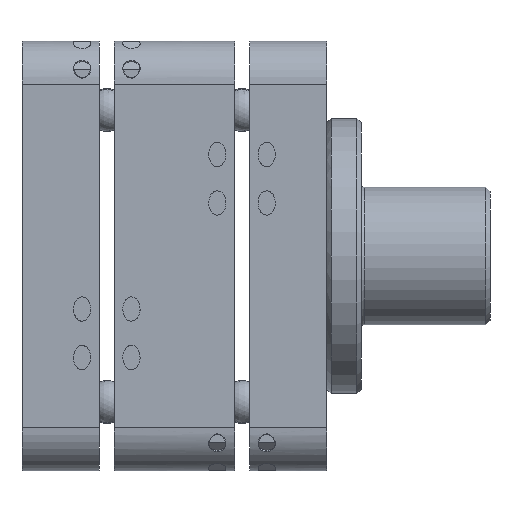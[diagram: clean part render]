
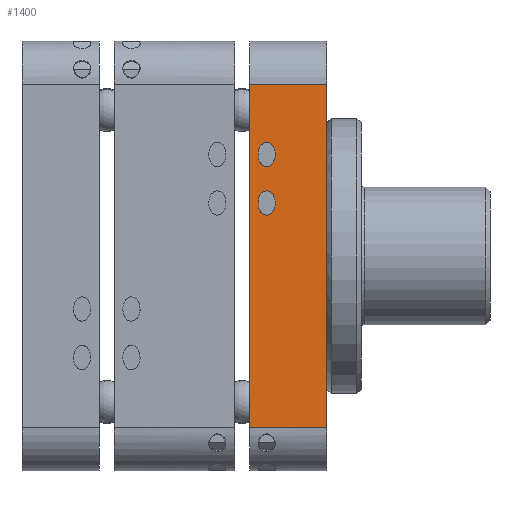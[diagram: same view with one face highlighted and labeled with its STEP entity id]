
A CAD part, front view. The second image highlights one B-rep face of the part: STEP entity #1400.
In plain terms, the highlighted planar face has unit normal (0, -1, 0).
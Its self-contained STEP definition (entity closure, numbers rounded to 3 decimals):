
#1241=CARTESIAN_POINT('Axis2P3D Location',(0.,-25.,25.)) ;
#1246=CARTESIAN_POINT('Line Origine',(-4.5,-25.,-20.)) ;
#1250=CARTESIAN_POINT('Vertex',(0.,-25.,-20.)) ;
#1252=CARTESIAN_POINT('Vertex',(-9.,-25.,-20.)) ;
#1255=CARTESIAN_POINT('Line Origine',(0.,-25.,0.)) ;
#1259=CARTESIAN_POINT('Vertex',(0.,-25.,20.)) ;
#1262=CARTESIAN_POINT('Line Origine',(-4.5,-25.,20.)) ;
#1266=CARTESIAN_POINT('Vertex',(-9.,-25.,20.)) ;
#1269=CARTESIAN_POINT('Line Origine',(-9.,-25.,0.)) ;
#1281=CARTESIAN_POINT('Control Point',(-6.,-25.,6.172)) ;
#1282=CARTESIAN_POINT('Control Point',(-6.,-25.,6.082)) ;
#1283=CARTESIAN_POINT('Control Point',(-6.005,-25.,5.993)) ;
#1284=CARTESIAN_POINT('Control Point',(-6.015,-25.,5.904)) ;
#1285=CARTESIAN_POINT('Control Point',(-6.058,-25.,5.649)) ;
#1286=CARTESIAN_POINT('Control Point',(-6.146,-25.,5.403)) ;
#1287=CARTESIAN_POINT('Control Point',(-6.223,-25.,5.25)) ;
#1288=CARTESIAN_POINT('Control Point',(-6.379,-25.,5.031)) ;
#1289=CARTESIAN_POINT('Control Point',(-6.592,-25.,4.872)) ;
#1290=CARTESIAN_POINT('Control Point',(-6.675,-25.,4.825)) ;
#1291=CARTESIAN_POINT('Control Point',(-6.845,-25.,4.76)) ;
#1292=CARTESIAN_POINT('Control Point',(-7.027,-25.,4.75)) ;
#1293=CARTESIAN_POINT('Control Point',(-7.114,-25.,4.759)) ;
#1294=CARTESIAN_POINT('Control Point',(-7.264,-25.,4.798)) ;
#1295=CARTESIAN_POINT('Control Point',(-7.4,-25.,4.871)) ;
#1296=CARTESIAN_POINT('Control Point',(-7.456,-25.,4.909)) ;
#1297=CARTESIAN_POINT('Control Point',(-7.63,-25.,5.05)) ;
#1298=CARTESIAN_POINT('Control Point',(-7.764,-25.,5.233)) ;
#1299=CARTESIAN_POINT('Control Point',(-7.838,-25.,5.373)) ;
#1300=CARTESIAN_POINT('Control Point',(-7.931,-25.,5.614)) ;
#1301=CARTESIAN_POINT('Control Point',(-7.981,-25.,5.867)) ;
#1302=CARTESIAN_POINT('Control Point',(-7.994,-25.,5.968)) ;
#1303=CARTESIAN_POINT('Control Point',(-8.,-25.,6.07)) ;
#1304=CARTESIAN_POINT('Control Point',(-8.,-25.,6.172)) ;
#1305=CARTESIAN_POINT('Vertex',(-6.,-25.,6.172)) ;
#1307=CARTESIAN_POINT('Vertex',(-8.,-25.,6.172)) ;
#1311=CARTESIAN_POINT('Control Point',(-8.,-25.,6.172)) ;
#1312=CARTESIAN_POINT('Control Point',(-8.,-25.,6.261)) ;
#1313=CARTESIAN_POINT('Control Point',(-7.995,-25.,6.35)) ;
#1314=CARTESIAN_POINT('Control Point',(-7.985,-25.,6.439)) ;
#1315=CARTESIAN_POINT('Control Point',(-7.942,-25.,6.694)) ;
#1316=CARTESIAN_POINT('Control Point',(-7.854,-25.,6.94)) ;
#1317=CARTESIAN_POINT('Control Point',(-7.777,-25.,7.094)) ;
#1318=CARTESIAN_POINT('Control Point',(-7.621,-25.,7.312)) ;
#1319=CARTESIAN_POINT('Control Point',(-7.408,-25.,7.471)) ;
#1320=CARTESIAN_POINT('Control Point',(-7.325,-25.,7.518)) ;
#1321=CARTESIAN_POINT('Control Point',(-7.155,-25.,7.583)) ;
#1322=CARTESIAN_POINT('Control Point',(-6.973,-25.,7.593)) ;
#1323=CARTESIAN_POINT('Control Point',(-6.886,-25.,7.584)) ;
#1324=CARTESIAN_POINT('Control Point',(-6.736,-25.,7.546)) ;
#1325=CARTESIAN_POINT('Control Point',(-6.6,-25.,7.472)) ;
#1326=CARTESIAN_POINT('Control Point',(-6.544,-25.,7.434)) ;
#1327=CARTESIAN_POINT('Control Point',(-6.37,-25.,7.293)) ;
#1328=CARTESIAN_POINT('Control Point',(-6.236,-25.,7.11)) ;
#1329=CARTESIAN_POINT('Control Point',(-6.162,-25.,6.97)) ;
#1330=CARTESIAN_POINT('Control Point',(-6.069,-25.,6.729)) ;
#1331=CARTESIAN_POINT('Control Point',(-6.019,-25.,6.476)) ;
#1332=CARTESIAN_POINT('Control Point',(-6.006,-25.,6.375)) ;
#1333=CARTESIAN_POINT('Control Point',(-6.,-25.,6.273)) ;
#1334=CARTESIAN_POINT('Control Point',(-6.,-25.,6.172)) ;
#1341=CARTESIAN_POINT('Control Point',(-6.,-25.,11.828)) ;
#1342=CARTESIAN_POINT('Control Point',(-6.,-25.,11.739)) ;
#1343=CARTESIAN_POINT('Control Point',(-6.005,-25.,11.65)) ;
#1344=CARTESIAN_POINT('Control Point',(-6.015,-25.,11.561)) ;
#1345=CARTESIAN_POINT('Control Point',(-6.058,-25.,11.306)) ;
#1346=CARTESIAN_POINT('Control Point',(-6.146,-25.,11.06)) ;
#1347=CARTESIAN_POINT('Control Point',(-6.223,-25.,10.906)) ;
#1348=CARTESIAN_POINT('Control Point',(-6.379,-25.,10.688)) ;
#1349=CARTESIAN_POINT('Control Point',(-6.592,-25.,10.529)) ;
#1350=CARTESIAN_POINT('Control Point',(-6.675,-25.,10.482)) ;
#1351=CARTESIAN_POINT('Control Point',(-6.845,-25.,10.417)) ;
#1352=CARTESIAN_POINT('Control Point',(-7.027,-25.,10.407)) ;
#1353=CARTESIAN_POINT('Control Point',(-7.114,-25.,10.416)) ;
#1354=CARTESIAN_POINT('Control Point',(-7.264,-25.,10.454)) ;
#1355=CARTESIAN_POINT('Control Point',(-7.4,-25.,10.528)) ;
#1356=CARTESIAN_POINT('Control Point',(-7.456,-25.,10.566)) ;
#1357=CARTESIAN_POINT('Control Point',(-7.63,-25.,10.707)) ;
#1358=CARTESIAN_POINT('Control Point',(-7.764,-25.,10.89)) ;
#1359=CARTESIAN_POINT('Control Point',(-7.838,-25.,11.03)) ;
#1360=CARTESIAN_POINT('Control Point',(-7.931,-25.,11.271)) ;
#1361=CARTESIAN_POINT('Control Point',(-7.981,-25.,11.524)) ;
#1362=CARTESIAN_POINT('Control Point',(-7.994,-25.,11.625)) ;
#1363=CARTESIAN_POINT('Control Point',(-8.,-25.,11.727)) ;
#1364=CARTESIAN_POINT('Control Point',(-8.,-25.,11.828)) ;
#1365=CARTESIAN_POINT('Vertex',(-6.,-25.,11.828)) ;
#1367=CARTESIAN_POINT('Vertex',(-8.,-25.,11.828)) ;
#1371=CARTESIAN_POINT('Control Point',(-8.,-25.,11.828)) ;
#1372=CARTESIAN_POINT('Control Point',(-8.,-25.,11.918)) ;
#1373=CARTESIAN_POINT('Control Point',(-7.995,-25.,12.007)) ;
#1374=CARTESIAN_POINT('Control Point',(-7.985,-25.,12.096)) ;
#1375=CARTESIAN_POINT('Control Point',(-7.942,-25.,12.351)) ;
#1376=CARTESIAN_POINT('Control Point',(-7.854,-25.,12.597)) ;
#1377=CARTESIAN_POINT('Control Point',(-7.777,-25.,12.75)) ;
#1378=CARTESIAN_POINT('Control Point',(-7.621,-25.,12.969)) ;
#1379=CARTESIAN_POINT('Control Point',(-7.408,-25.,13.128)) ;
#1380=CARTESIAN_POINT('Control Point',(-7.325,-25.,13.175)) ;
#1381=CARTESIAN_POINT('Control Point',(-7.155,-25.,13.24)) ;
#1382=CARTESIAN_POINT('Control Point',(-6.973,-25.,13.25)) ;
#1383=CARTESIAN_POINT('Control Point',(-6.886,-25.,13.241)) ;
#1384=CARTESIAN_POINT('Control Point',(-6.736,-25.,13.202)) ;
#1385=CARTESIAN_POINT('Control Point',(-6.6,-25.,13.129)) ;
#1386=CARTESIAN_POINT('Control Point',(-6.544,-25.,13.091)) ;
#1387=CARTESIAN_POINT('Control Point',(-6.37,-25.,12.95)) ;
#1388=CARTESIAN_POINT('Control Point',(-6.236,-25.,12.767)) ;
#1389=CARTESIAN_POINT('Control Point',(-6.162,-25.,12.627)) ;
#1390=CARTESIAN_POINT('Control Point',(-6.069,-25.,12.386)) ;
#1391=CARTESIAN_POINT('Control Point',(-6.019,-25.,12.133)) ;
#1392=CARTESIAN_POINT('Control Point',(-6.006,-25.,12.032)) ;
#1393=CARTESIAN_POINT('Control Point',(-6.,-25.,11.93)) ;
#1394=CARTESIAN_POINT('Control Point',(-6.,-25.,11.828)) ;
#1248=VECTOR('Line Direction',#1247,1.) ;
#1257=VECTOR('Line Direction',#1256,1.) ;
#1264=VECTOR('Line Direction',#1263,1.) ;
#1271=VECTOR('Line Direction',#1270,1.) ;
#1242=DIRECTION('Axis2P3D Direction',(0.,1.,0.)) ;
#1243=DIRECTION('Axis2P3D XDirection',(0.,0.,-1.)) ;
#1247=DIRECTION('Vector Direction',(-1.,0.,0.)) ;
#1256=DIRECTION('Vector Direction',(0.,0.,-1.)) ;
#1263=DIRECTION('Vector Direction',(-1.,0.,0.)) ;
#1270=DIRECTION('Vector Direction',(0.,0.,-1.)) ;
#1244=AXIS2_PLACEMENT_3D('Plane Axis2P3D',#1241,#1242,#1243) ;
#1249=LINE('Line',#1246,#1248) ;
#1258=LINE('Line',#1255,#1257) ;
#1265=LINE('Line',#1262,#1264) ;
#1272=LINE('Line',#1269,#1271) ;
#1245=PLANE('',#1244) ;
#1339=FACE_BOUND('',#1336,.T.) ;
#1399=FACE_BOUND('',#1396,.T.) ;
#1254=EDGE_CURVE('',#1251,#1253,#1249,.T.) ;
#1261=EDGE_CURVE('',#1251,#1260,#1258,.F.) ;
#1268=EDGE_CURVE('',#1260,#1267,#1265,.T.) ;
#1273=EDGE_CURVE('',#1253,#1267,#1272,.F.) ;
#1309=EDGE_CURVE('',#1306,#1308,#1280,.T.) ;
#1335=EDGE_CURVE('',#1308,#1306,#1310,.T.) ;
#1369=EDGE_CURVE('',#1366,#1368,#1340,.T.) ;
#1395=EDGE_CURVE('',#1368,#1366,#1370,.T.) ;
#1274=EDGE_LOOP('',(#1275,#1276,#1277,#1278)) ;
#1336=EDGE_LOOP('',(#1337,#1338)) ;
#1396=EDGE_LOOP('',(#1397,#1398)) ;
#1275=ORIENTED_EDGE('',*,*,#1254,.F.) ;
#1276=ORIENTED_EDGE('',*,*,#1261,.T.) ;
#1277=ORIENTED_EDGE('',*,*,#1268,.T.) ;
#1278=ORIENTED_EDGE('',*,*,#1273,.F.) ;
#1337=ORIENTED_EDGE('',*,*,#1309,.T.) ;
#1338=ORIENTED_EDGE('',*,*,#1335,.T.) ;
#1397=ORIENTED_EDGE('',*,*,#1369,.T.) ;
#1398=ORIENTED_EDGE('',*,*,#1395,.T.) ;
#1251=VERTEX_POINT('',#1250) ;
#1253=VERTEX_POINT('',#1252) ;
#1260=VERTEX_POINT('',#1259) ;
#1267=VERTEX_POINT('',#1266) ;
#1306=VERTEX_POINT('',#1305) ;
#1308=VERTEX_POINT('',#1307) ;
#1366=VERTEX_POINT('',#1365) ;
#1368=VERTEX_POINT('',#1367) ;
#1400=ADVANCED_FACE('down',(#1279,#1339,#1399),#1245,.F.) ;
#1280=B_SPLINE_CURVE_WITH_KNOTS('',5,(#1281,#1282,#1283,#1284,#1285,#1286,#1287,#1288,#1289,#1290,#1291,#1292,#1293,#1294,#1295,#1296,#1297,#1298,#1299,#1300,#1301,#1302,#1303,#1304),.UNSPECIFIED.,.F.,.U.,(6,3,3,3,3,3,3,6),(0.,0.631,1.83,2.494,3.104,3.58,4.681,5.4),.UNSPECIFIED.) ;
#1310=B_SPLINE_CURVE_WITH_KNOTS('',5,(#1311,#1312,#1313,#1314,#1315,#1316,#1317,#1318,#1319,#1320,#1321,#1322,#1323,#1324,#1325,#1326,#1327,#1328,#1329,#1330,#1331,#1332,#1333,#1334),.UNSPECIFIED.,.F.,.U.,(6,3,3,3,3,3,3,6),(0.,0.631,1.83,2.494,3.104,3.58,4.681,5.4),.UNSPECIFIED.) ;
#1340=B_SPLINE_CURVE_WITH_KNOTS('',5,(#1341,#1342,#1343,#1344,#1345,#1346,#1347,#1348,#1349,#1350,#1351,#1352,#1353,#1354,#1355,#1356,#1357,#1358,#1359,#1360,#1361,#1362,#1363,#1364),.UNSPECIFIED.,.F.,.U.,(6,3,3,3,3,3,3,6),(0.,0.631,1.83,2.494,3.104,3.58,4.681,5.4),.UNSPECIFIED.) ;
#1370=B_SPLINE_CURVE_WITH_KNOTS('',5,(#1371,#1372,#1373,#1374,#1375,#1376,#1377,#1378,#1379,#1380,#1381,#1382,#1383,#1384,#1385,#1386,#1387,#1388,#1389,#1390,#1391,#1392,#1393,#1394),.UNSPECIFIED.,.F.,.U.,(6,3,3,3,3,3,3,6),(0.,0.631,1.83,2.494,3.104,3.58,4.681,5.4),.UNSPECIFIED.) ;
#1279=FACE_OUTER_BOUND('',#1274,.T.) ;
